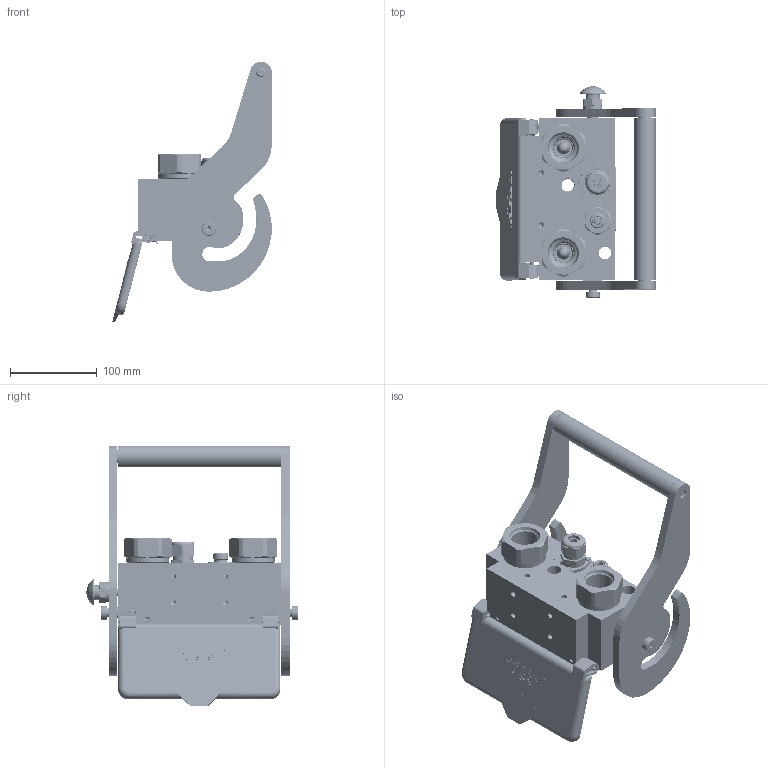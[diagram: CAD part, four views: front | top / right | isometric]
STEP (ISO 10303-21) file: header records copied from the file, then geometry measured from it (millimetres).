
FILE_DESCRIPTION (( 'STEP AP214' ), '1' );
FILE_NAME ('FASTER.step', '2023-11-14T19:53:58', ( '' ), ( '' ), 'SwSTEP 2.0', 'SolidWorks 2017', '' );
FILE_SCHEMA (( 'AUTOMOTIVE_DESIGN' ));
Length unit declared in the file: millimetre
Products named in the file (44): P4A_F_BASE; FASTER; 4830_025_2000_000.prt; 4340_014_0000_000; Copia di 0048_042_0412_001.prt; 4830_001_0005_300.prt; 4830_022_0000_011.prt; 4860_020_0003_000.prt; Copia di 4830_025_0000_001.prt; 4860_024_0002_000.asm; Copia di 4850_032_0000_000.prt^Copia di inspel08-7_f.asm_corspel08-7_f; Copia di 4840_027_0000_001.prt; Copia di 4860_024_0000_010.prt; 4830_001_0005_301.prt; 4850_007_0000_000; A_2ffnb1-1_sae_f; Copia di inspel08-7_f.asm^corspel08-7_f; Copia di 4830_042_0000_000.prt^corspel08-7_f; et011; 4860_013_0000_000.prt; Copia di 4850_007_0003_000.prt^corspel08-7_f; 4830_025_1000_000.prt; Copia di 4860_024_0000_020.prt; 2ffnb1-1_sae_f; 2ffnb1211_38sf; curs_molla_1; 4241_072_0000_200; conn_7p_f; Copia di inspel08-7_f.prt^Copia di inspel08-7_f.asm_corspel08-7_f; 4830_001_0004_000.prt; A_2ffnb1211_38sf; 4830_044_0000_000; 4850_050_0000_000.prt; 4830_070_0000_001.prt; Copia di 4850_007_0001_000.prt^corspel08-7_f; OR INNESTO 12-38; 4860_024_0002_000; Copia di or1_5x7_m.prt; 4850_001_0001_005.prt; curs_molla_12 ...
Assembly tree (55 placements, depth 5):
  FASTER
    P4A_F_BASE
      4860_020_0003_000.prt
      4860_013_0000_000.prt  x2
      4830_001_0004_000.prt  x2
      4850_050_0000_000.prt  x2
      4830_001_0005_301.prt
      4850_001_0001_005.prt
      4830_001_0005_300.prt
    A_2ffnb1-1_sae_f  x2
      curs_molla_1
      2ffnb1-1_sae_f
    conn_7p_f
      corspel08-7_f
        Copia di 4850_007_0001_000.prt^corspel08-7_f
        Copia di inspel08-7_f.asm^corspel08-7_f
          Copia di inspel08-7_f.prt^Copia di inspel08-7_f.asm_corspel08-7_f
          Copia di 4850_032_0000_000.prt^Copia di inspel08-7_f.asm_corspel08-7_f  x7
        Copia di 4850_007_0003_000.prt^corspel08-7_f
        Copia di 4830_042_0000_000.prt^corspel08-7_f
      4830_044_0000_000  x3
      4850_007_0000_000
      4241_072_0000_200
    A_2ffnb1211_38sf
      curs_molla_12
        4340_014_0000_000
        4142_072_1000_300
      2ffnb1211_38sf
        2ffnb1211_38sf
      OR INNESTO 12-38
    4860_024_0002_000
      4860_024_0002_000.asm
        Copia di 4840_027_0000_001.prt
        Copia di 4860_024_0000_010.prt
        Copia di 4860_024_0000_020.prt
      4830_025_1000_000.prt
      sicura_p5.asm
        Copia di 4830_025_0000_001.prt
        Copia di or1_5x7_m.prt
        Copia di 0048_042_0412_001.prt
      4830_070_0000_001.prt
      4830_022_0000_011.prt
      4830_025_2000_000.prt
    et011
Bounding box: 183.81 x 243.58 x 300.14 mm (x, y, z)
Volume: 376843.8 mm3; surface area: 455565.6 mm2
Topology: 34 solids, 87 shells, 4787 faces, 12027 edges, 7622 vertices
Faces by surface type: plane 2447, cylinder 971, cone 501, torus 444, bspline 395, sphere 29
Entity records: 167802 total; most frequent: CARTESIAN_POINT 62992, ORIENTED_EDGE 19933, DIRECTION 18244, EDGE_CURVE 10090, LINE 6652, VECTOR 6652, VERTEX_POINT 6458, AXIS2_PLACEMENT_3D 5796
